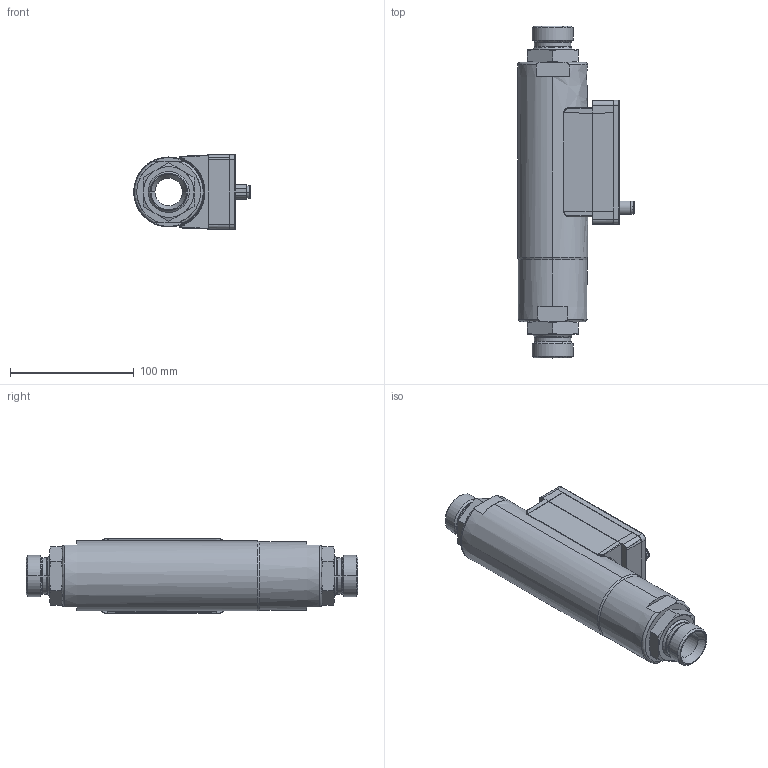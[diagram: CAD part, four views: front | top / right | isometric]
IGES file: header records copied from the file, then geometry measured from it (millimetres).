
Start section: SolidWorks IGES file using analytic representation for surfaces
Global section: file name: ECA'FT10180-01.IGS; native system: SolidWorks 2016; preprocessor: SolidWorks 2016; author: pcw; date: 170614.112018; units: millimetre
Bounding box: 94.3 x 268.4 x 60 mm (x, y, z)
Surface area: 84781.3 mm2 (no closed solid volume)
Topology: 0 solids, 0 shells, 247 faces, 3183 edges, 3183 vertices
Faces by surface type: bspline 134, revolution 113
